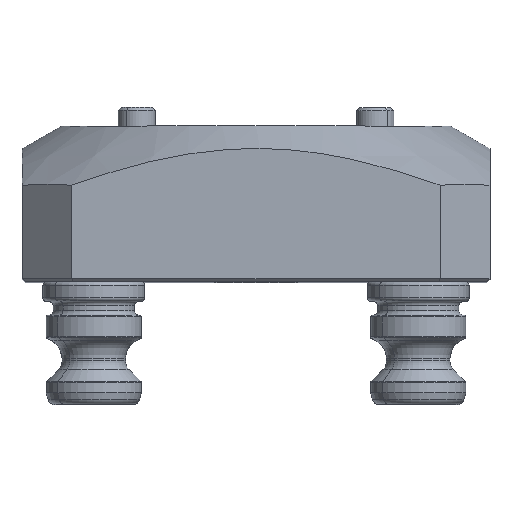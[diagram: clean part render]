
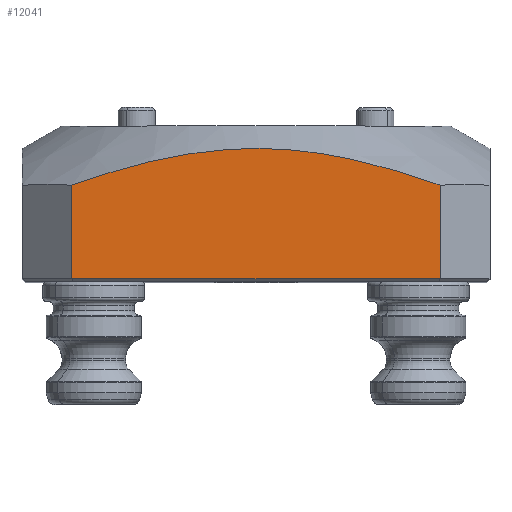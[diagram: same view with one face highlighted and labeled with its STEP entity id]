
A CAD part, top view. The second image highlights one B-rep face of the part: STEP entity #12041.
In plain terms, the highlighted planar face has unit normal (0, 0, 1).
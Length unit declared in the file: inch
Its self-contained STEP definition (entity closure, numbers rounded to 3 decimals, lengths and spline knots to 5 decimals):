
#316 = VERTEX_POINT ( 'NONE', #3246 ) ;
#921 = CARTESIAN_POINT ( 'NONE',  ( -1.16142, 0.02, 1.47638 ) ) ;
#1528 = ORIENTED_EDGE ( 'NONE', *, *, #5918, .T. ) ;
#2020 = AXIS2_PLACEMENT_3D ( 'NONE', #9186, #9166, #9157 ) ;
#2841 = B_SPLINE_CURVE_WITH_KNOTS ( 'NONE', 3,
 ( #8883, #8909, #8854, #8846, #8816, #8814, #8798, #8794, #8784, #8771, #8770, #8760, #8757, #8734, #8719, #8715, #8691, #8688, #8669, #8656, #8642, #8640, #8619, #8606 ),
 .UNSPECIFIED., .F., .F.,
 ( 4, 2, 2, 2, 2, 2, 2, 2, 2, 2, 2, 4 ),
 ( 0.03858, 0.04613, 0.0499, 0.05368, 0.06122, 0.06877, 0.07255, 0.07632, 0.08387, 0.09141, 0.09519, 0.09896 ),
 .UNSPECIFIED. ) ;
#3246 = CARTESIAN_POINT ( 'NONE',  ( -1.16142, 0.60987, 1.47638 ) ) ;
#3458 = VERTEX_POINT ( 'NONE', #6043 ) ;
#3841 = ORIENTED_EDGE ( 'NONE', *, *, #5920, .T. ) ;
#4161 = VECTOR ( 'NONE', #5271, 39.37008 ) ;
#4173 = LINE ( 'NONE', #5662, #4161 ) ;
#4296 = VECTOR ( 'NONE', #5304, 39.37008 ) ;
#4307 = LINE ( 'NONE', #5269, #4707 ) ;
#4421 = LINE ( 'NONE', #5355, #4296 ) ;
#4707 = VECTOR ( 'NONE', #5239, 39.37008 ) ;
#5239 = DIRECTION ( 'NONE',  ( 0., 1., 0. ) ) ;
#5269 = CARTESIAN_POINT ( 'NONE',  ( 1.16142, 0.98425, 1.47638 ) ) ;
#5271 = DIRECTION ( 'NONE',  ( 1., 0., 0. ) ) ;
#5304 = DIRECTION ( 'NONE',  ( 0., -1., 0. ) ) ;
#5355 = CARTESIAN_POINT ( 'NONE',  ( -1.16142, 0.98425, 1.47638 ) ) ;
#5662 = CARTESIAN_POINT ( 'NONE',  ( -1.47638, 0.02, 1.47638 ) ) ;
#5897 = EDGE_CURVE ( 'NONE', #316, #8118, #4421, .T. ) ;
#5918 = EDGE_CURVE ( 'NONE', #8118, #3458, #4173, .T. ) ;
#5920 = EDGE_CURVE ( 'NONE', #3458, #7877, #4307, .T. ) ;
#6043 = CARTESIAN_POINT ( 'NONE',  ( 1.16142, 0.02, 1.47638 ) ) ;
#7877 = VERTEX_POINT ( 'NONE', #9724 ) ;
#8118 = VERTEX_POINT ( 'NONE', #921 ) ;
#8606 = CARTESIAN_POINT ( 'NONE',  ( 1.16142, 0.60987, 1.47638 ) ) ;
#8619 = CARTESIAN_POINT ( 'NONE',  ( 1.11463, 0.62657, 1.47638 ) ) ;
#8640 = CARTESIAN_POINT ( 'NONE',  ( 1.06752, 0.64276, 1.47638 ) ) ;
#8642 = CARTESIAN_POINT ( 'NONE',  ( 0.97302, 0.67378, 1.47638 ) ) ;
#8656 = CARTESIAN_POINT ( 'NONE',  ( 0.92563, 0.68861, 1.47638 ) ) ;
#8669 = CARTESIAN_POINT ( 'NONE',  ( 0.78299, 0.7307, 1.47638 ) ) ;
#8688 = CARTESIAN_POINT ( 'NONE',  ( 0.68728, 0.7556, 1.47638 ) ) ;
#8691 = CARTESIAN_POINT ( 'NONE',  ( 0.4942, 0.79701, 1.47638 ) ) ;
#8715 = CARTESIAN_POINT ( 'NONE',  ( 0.39683, 0.81351, 1.47638 ) ) ;
#8719 = CARTESIAN_POINT ( 'NONE',  ( 0.24924, 0.83039, 1.47638 ) ) ;
#8734 = CARTESIAN_POINT ( 'NONE',  ( 0.19978, 0.83471, 1.47638 ) ) ;
#8757 = CARTESIAN_POINT ( 'NONE',  ( 0.10032, 0.84052, 1.47638 ) ) ;
#8760 = CARTESIAN_POINT ( 'NONE',  ( 0.05014, 0.842, 1.47638 ) ) ;
#8770 = CARTESIAN_POINT ( 'NONE',  ( -0.09959, 0.84201, 1.47638 ) ) ;
#8771 = CARTESIAN_POINT ( 'NONE',  ( -0.19856, 0.83613, 1.47638 ) ) ;
#8784 = CARTESIAN_POINT ( 'NONE',  ( -0.39497, 0.81378, 1.47638 ) ) ;
#8794 = CARTESIAN_POINT ( 'NONE',  ( -0.49242, 0.79735, 1.47638 ) ) ;
#8798 = CARTESIAN_POINT ( 'NONE',  ( -0.63767, 0.76626, 1.47638 ) ) ;
#8814 = CARTESIAN_POINT ( 'NONE',  ( -0.68593, 0.75483, 1.47638 ) ) ;
#8816 = CARTESIAN_POINT ( 'NONE',  ( -0.78218, 0.73009, 1.47638 ) ) ;
#8846 = CARTESIAN_POINT ( 'NONE',  ( -0.83023, 0.71676, 1.47638 ) ) ;
#8854 = CARTESIAN_POINT ( 'NONE',  ( -0.97364, 0.67444, 1.47638 ) ) ;
#8883 = CARTESIAN_POINT ( 'NONE',  ( -1.16142, 0.60987, 1.47638 ) ) ;
#8909 = CARTESIAN_POINT ( 'NONE',  ( -1.06798, 0.64322, 1.47638 ) ) ;
#8946 = ORIENTED_EDGE ( 'NONE', *, *, #12073, .F. ) ;
#9157 = DIRECTION ( 'NONE',  ( -1., 0., 0. ) ) ;
#9166 = DIRECTION ( 'NONE',  ( 0., 0., -1. ) ) ;
#9186 = CARTESIAN_POINT ( 'NONE',  ( -1.47638, 0.98425, 1.47638 ) ) ;
#9199 = PLANE ( 'NONE',  #2020 ) ;
#9724 = CARTESIAN_POINT ( 'NONE',  ( 1.16142, 0.60987, 1.47638 ) ) ;
#10028 = FACE_OUTER_BOUND ( 'NONE', #10310, .T. ) ;
#10040 = ORIENTED_EDGE ( 'NONE', *, *, #5897, .T. ) ;
#10310 = EDGE_LOOP ( 'NONE', ( #10040, #1528, #3841, #8946 ) ) ;
#12041 = ADVANCED_FACE ( 'NONE', ( #10028 ), #9199, .F. ) ;
#12073 = EDGE_CURVE ( 'NONE', #316, #7877, #2841, .T. ) ;
